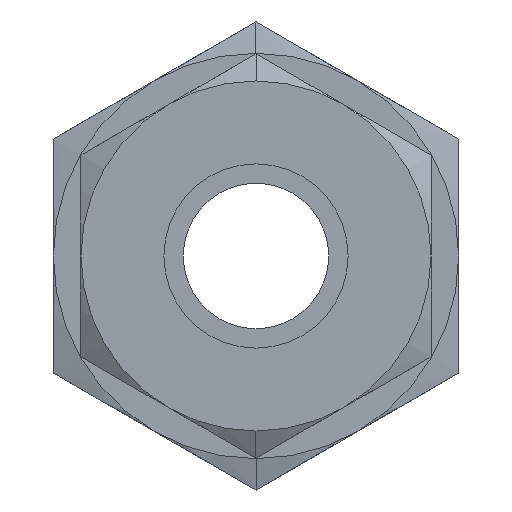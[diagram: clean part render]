
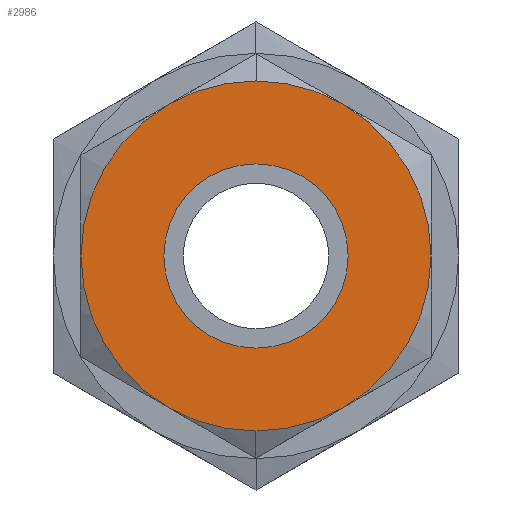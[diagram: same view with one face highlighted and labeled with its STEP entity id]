
A CAD part, left-side view. The second image highlights one B-rep face of the part: STEP entity #2986.
In plain terms, the highlighted planar face has unit normal (-1, 0, 0).
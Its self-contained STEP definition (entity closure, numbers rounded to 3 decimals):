
#369 = DIRECTION ( 'NONE',  ( 1., 0., 0. ) ) ;
#462 = DIRECTION ( 'NONE',  ( 0., 0., 1. ) ) ;
#588 = CIRCLE ( 'NONE', #10112, 9.5 ) ;
#723 = FACE_OUTER_BOUND ( 'NONE', #8390, .T. ) ;
#1971 = AXIS2_PLACEMENT_3D ( 'NONE', #17497, #16459, #4724 ) ;
#2408 = VERTEX_POINT ( 'NONE', #15843 ) ;
#2986 = ADVANCED_FACE ( 'NONE', ( #10773, #723 ), #11805, .T. ) ;
#3637 = VERTEX_POINT ( 'NONE', #9871 ) ;
#3793 = EDGE_CURVE ( 'NONE', #14457, #2408, #588, .T. ) ;
#4056 = AXIS2_PLACEMENT_3D ( 'NONE', #14712, #7456, #462 ) ;
#4103 = DIRECTION ( 'NONE',  ( 1., 0., 0. ) ) ;
#4724 = DIRECTION ( 'NONE',  ( 0., 0., 1. ) ) ;
#4950 = CIRCLE ( 'NONE', #4056, 5. ) ;
#5024 = ORIENTED_EDGE ( 'NONE', *, *, #3793, .F. ) ;
#5096 = CARTESIAN_POINT ( 'NONE',  ( 0., 0., 0. ) ) ;
#5510 = CARTESIAN_POINT ( 'NONE',  ( 0., 0., 0. ) ) ;
#6579 = DIRECTION ( 'NONE',  ( 0., 0., -1. ) ) ;
#7099 = EDGE_CURVE ( 'NONE', #3637, #17925, #7916, .T. ) ;
#7456 = DIRECTION ( 'NONE',  ( 1., 0., 0. ) ) ;
#7908 = EDGE_CURVE ( 'NONE', #17925, #3637, #4950, .T. ) ;
#7916 = CIRCLE ( 'NONE', #13013, 5. ) ;
#8390 = EDGE_LOOP ( 'NONE', ( #12562, #5024 ) ) ;
#8942 = CARTESIAN_POINT ( 'NONE',  ( 0., 0., 0. ) ) ;
#9871 = CARTESIAN_POINT ( 'NONE',  ( 0., 0., -5. ) ) ;
#9890 = DIRECTION ( 'NONE',  ( 0., 0., 1. ) ) ;
#10112 = AXIS2_PLACEMENT_3D ( 'NONE', #5096, #16190, #6579 ) ;
#10773 = FACE_BOUND ( 'NONE', #13900, .T. ) ;
#11805 = PLANE ( 'NONE',  #1971 ) ;
#12167 = CARTESIAN_POINT ( 'NONE',  ( 0., 0., 5. ) ) ;
#12562 = ORIENTED_EDGE ( 'NONE', *, *, #16613, .F. ) ;
#13013 = AXIS2_PLACEMENT_3D ( 'NONE', #8942, #369, #13035 ) ;
#13035 = DIRECTION ( 'NONE',  ( 0., 0., -1. ) ) ;
#13900 = EDGE_LOOP ( 'NONE', ( #14025, #14904 ) ) ;
#14025 = ORIENTED_EDGE ( 'NONE', *, *, #7099, .T. ) ;
#14457 = VERTEX_POINT ( 'NONE', #15711 ) ;
#14712 = CARTESIAN_POINT ( 'NONE',  ( 0., 0., 0. ) ) ;
#14904 = ORIENTED_EDGE ( 'NONE', *, *, #7908, .T. ) ;
#15478 = CIRCLE ( 'NONE', #18169, 9.5 ) ;
#15711 = CARTESIAN_POINT ( 'NONE',  ( 0., 0., -9.5 ) ) ;
#15843 = CARTESIAN_POINT ( 'NONE',  ( 0., 0., 9.5 ) ) ;
#16190 = DIRECTION ( 'NONE',  ( 1., 0., 0. ) ) ;
#16459 = DIRECTION ( 'NONE',  ( -1., 0., 0. ) ) ;
#16613 = EDGE_CURVE ( 'NONE', #2408, #14457, #15478, .T. ) ;
#17497 = CARTESIAN_POINT ( 'NONE',  ( 0., 0., 4.75 ) ) ;
#17925 = VERTEX_POINT ( 'NONE', #12167 ) ;
#18169 = AXIS2_PLACEMENT_3D ( 'NONE', #5510, #4103, #9890 ) ;
